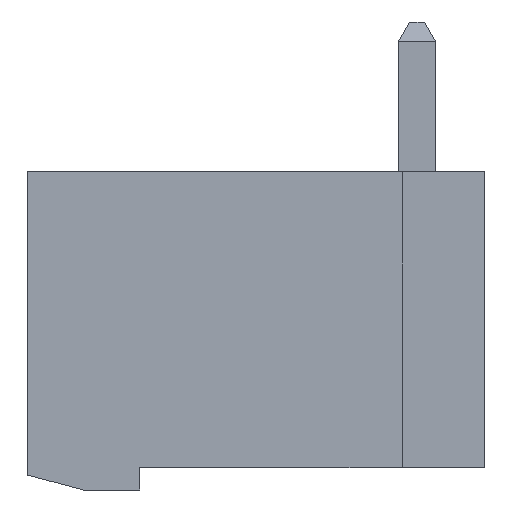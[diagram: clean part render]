
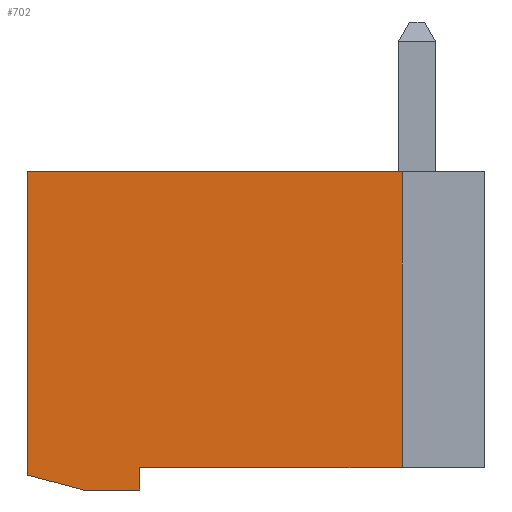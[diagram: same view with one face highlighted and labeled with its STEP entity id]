
A CAD part, front view. The second image highlights one B-rep face of the part: STEP entity #702.
In plain terms, the highlighted planar face has unit normal (0, -1, 0).
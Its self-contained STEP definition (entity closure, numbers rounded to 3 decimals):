
#702 = ADVANCED_FACE( '', ( #1524 ), #1525, .F. );
#1524 = FACE_OUTER_BOUND( '', #2465, .T. );
#1525 = PLANE( '', #2466 );
#2465 = EDGE_LOOP( '', ( #4554, #4555, #4556, #4557, #4558, #4559, #4560 ) );
#2466 = AXIS2_PLACEMENT_3D( '', #4561, #4562, #4563 );
#4554 = ORIENTED_EDGE( '', *, *, #5827, .T. );
#4555 = ORIENTED_EDGE( '', *, *, #6141, .T. );
#4556 = ORIENTED_EDGE( '', *, *, #6048, .T. );
#4557 = ORIENTED_EDGE( '', *, *, #6215, .T. );
#4558 = ORIENTED_EDGE( '', *, *, #6359, .T. );
#4559 = ORIENTED_EDGE( '', *, *, #6394, .T. );
#4560 = ORIENTED_EDGE( '', *, *, #6395, .T. );
#4561 = CARTESIAN_POINT( '', ( -6.6, -5., 94.8 ) );
#4562 = DIRECTION( '', ( 0., 1., 0. ) );
#4563 = DIRECTION( '', ( 1., 0., 0. ) );
#5827 = EDGE_CURVE( '', #7048, #7092, #7094, .T. );
#6048 = EDGE_CURVE( '', #7445, #7443, #7446, .T. );
#6141 = EDGE_CURVE( '', #7092, #7445, #7587, .T. );
#6215 = EDGE_CURVE( '', #7443, #7684, #7686, .T. );
#6359 = EDGE_CURVE( '', #7684, #7869, #7871, .T. );
#6394 = EDGE_CURVE( '', #7869, #7915, #7916, .T. );
#6395 = EDGE_CURVE( '', #7915, #7048, #7917, .T. );
#7048 = VERTEX_POINT( '', #8799 );
#7092 = VERTEX_POINT( '', #8867 );
#7094 = LINE( '', #8870, #8871 );
#7443 = VERTEX_POINT( '', #9390 );
#7445 = VERTEX_POINT( '', #9393 );
#7446 = LINE( '', #9394, #9395 );
#7587 = LINE( '', #9602, #9603 );
#7684 = VERTEX_POINT( '', #9753 );
#7686 = LINE( '', #9756, #9757 );
#7869 = VERTEX_POINT( '', #10036 );
#7871 = LINE( '', #10039, #10040 );
#7915 = VERTEX_POINT( '', #10106 );
#7916 = LINE( '', #10107, #10108 );
#7917 = LINE( '', #10109, #10110 );
#8799 = CARTESIAN_POINT( '', ( -6.6, -5., 95.5 ) );
#8867 = CARTESIAN_POINT( '', ( 0.4, -5., 95.5 ) );
#8870 = CARTESIAN_POINT( '', ( 0.2, -5., 95.5 ) );
#8871 = VECTOR( '', #10692, 1000. );
#9390 = CARTESIAN_POINT( '', ( -9.6, -5., 103.4 ) );
#9393 = CARTESIAN_POINT( '', ( 0.4, -5., 103.4 ) );
#9394 = CARTESIAN_POINT( '', ( -9.6, -5., 103.4 ) );
#9395 = VECTOR( '', #10885, 1000. );
#9602 = CARTESIAN_POINT( '', ( 0.4, -5., 103.4 ) );
#9603 = VECTOR( '', #10973, 1000. );
#9753 = CARTESIAN_POINT( '', ( -9.6, -5., 95.3 ) );
#9756 = CARTESIAN_POINT( '', ( -9.6, -5., 95.2 ) );
#9757 = VECTOR( '', #11040, 1000. );
#10036 = CARTESIAN_POINT( '', ( -8.107, -5., 94.9 ) );
#10039 = CARTESIAN_POINT( '', ( -8.107, -5., 94.9 ) );
#10040 = VECTOR( '', #11144, 1000. );
#10106 = CARTESIAN_POINT( '', ( -6.6, -5., 94.9 ) );
#10107 = CARTESIAN_POINT( '', ( -6.6, -5., 94.9 ) );
#10108 = VECTOR( '', #11170, 1000. );
#10109 = CARTESIAN_POINT( '', ( -6.6, -5., 95.3 ) );
#10110 = VECTOR( '', #11171, 1000. );
#10692 = DIRECTION( '', ( 1., 0., 0. ) );
#10885 = DIRECTION( '', ( -1., 0., 0. ) );
#10973 = DIRECTION( '', ( 0., 0., 1. ) );
#11040 = DIRECTION( '', ( 0., 0., -1. ) );
#11144 = DIRECTION( '', ( 0.966, 0., -0.259 ) );
#11170 = DIRECTION( '', ( 1., 0., 0. ) );
#11171 = DIRECTION( '', ( 0., 0., 1. ) );
